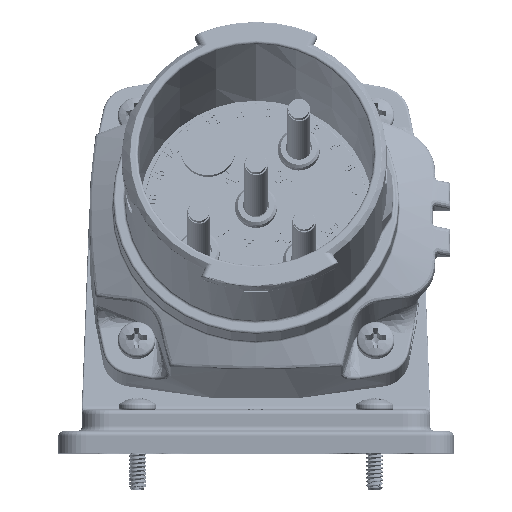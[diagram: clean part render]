
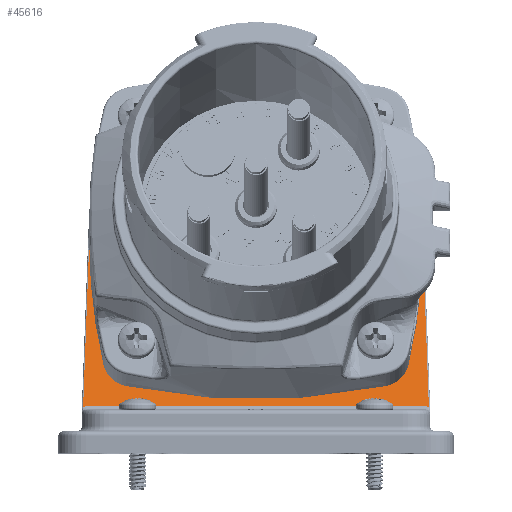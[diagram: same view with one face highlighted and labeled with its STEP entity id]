
A CAD part, top view. The second image highlights one B-rep face of the part: STEP entity #45616.
In plain terms, the highlighted planar face has unit normal (0, 0.342, 0.94).
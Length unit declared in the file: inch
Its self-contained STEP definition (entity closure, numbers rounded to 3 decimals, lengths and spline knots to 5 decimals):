
#715 = CARTESIAN_POINT ( 'NONE',  ( 0.07532, 0.27048, 1.32089 ) ) ;
#3490 = AXIS2_PLACEMENT_3D ( 'NONE', #119475, #29744, #161935 ) ;
#3882 = ORIENTED_EDGE ( 'NONE', *, *, #112168, .T. ) ;
#6640 = DIRECTION ( 'NONE',  ( 0., -0.342, -0.94 ) ) ;
#7570 = DIRECTION ( 'NONE',  ( 0., -0.94, 0.342 ) ) ;
#8612 = CIRCLE ( 'NONE', #175430, 4.72441 ) ;
#9845 = AXIS2_PLACEMENT_3D ( 'NONE', #164994, #191728, #56579 ) ;
#10497 = LINE ( 'NONE', #114035, #164169 ) ;
#11180 = EDGE_CURVE ( 'NONE', #170792, #45643, #10497, .T. ) ;
#13135 = CARTESIAN_POINT ( 'NONE',  ( -2.65931, 0.27048, 1.32089 ) ) ;
#16008 = CARTESIAN_POINT ( 'NONE',  ( -2.61164, 1.55153, 0.85463 ) ) ;
#21404 = CARTESIAN_POINT ( 'NONE',  ( -1.29197, 4.76982, -0.31673 ) ) ;
#25453 = CIRCLE ( 'NONE', #75841, 4.72441 ) ;
#25896 = CARTESIAN_POINT ( 'NONE',  ( -2.26741, 0.65311, 1.18163 ) ) ;
#27574 = CARTESIAN_POINT ( 'NONE',  ( 2.11351, 1.56966, 0.84803 ) ) ;
#27774 = EDGE_CURVE ( 'NONE', #45643, #63572, #103682, .T. ) ;
#29744 = DIRECTION ( 'NONE',  ( 0., -0.342, -0.94 ) ) ;
#29856 = CARTESIAN_POINT ( 'NONE',  ( -2.61127, 1.56156, 0.85098 ) ) ;
#30169 = CARTESIAN_POINT ( 'NONE',  ( 0.05645, 0.2759, 1.31892 ) ) ;
#30283 = CARTESIAN_POINT ( 'NONE',  ( 0.03169, 1.44303, 0.89412 ) ) ;
#41684 = DIRECTION ( 'NONE',  ( -1., 0., 0. ) ) ;
#42754 = EDGE_CURVE ( 'NONE', #96766, #59421, #82305, .T. ) ;
#44959 = CARTESIAN_POINT ( 'NONE',  ( 0.06614, 0.27407, 1.31958 ) ) ;
#45616 = ADVANCED_FACE ( 'NONE', ( #131999 ), #193186, .T. ) ;
#45643 = VERTEX_POINT ( 'NONE', #71837 ) ;
#46989 = ORIENTED_EDGE ( 'NONE', *, *, #192467, .T. ) ;
#50956 = CARTESIAN_POINT ( 'NONE',  ( -2.6109, 1.5716, 0.84732 ) ) ;
#55231 = DIRECTION ( 'NONE',  ( 0., -0.342, -0.94 ) ) ;
#55914 = VERTEX_POINT ( 'NONE', #95588 ) ;
#56579 = DIRECTION ( 'NONE',  ( 0., -0.94, 0.342 ) ) ;
#59421 = VERTEX_POINT ( 'NONE', #115262 ) ;
#60843 = CARTESIAN_POINT ( 'NONE',  ( 0.0293, 1.50752, 0.87065 ) ) ;
#62774 = CARTESIAN_POINT ( 'NONE',  ( 0.05334, 0.86144, 1.1058 ) ) ;
#63572 = VERTEX_POINT ( 'NONE', #129283 ) ;
#63588 = VERTEX_POINT ( 'NONE', #67157 ) ;
#64114 = CARTESIAN_POINT ( 'NONE',  ( -2.64044, 0.2759, 1.31892 ) ) ;
#65383 =( BOUNDED_CURVE ( )  B_SPLINE_CURVE ( 3, ( #79885, #77913, #64114, #153858 ),
 .UNSPECIFIED., .F., .F. ) 
 B_SPLINE_CURVE_WITH_KNOTS ( ( 4, 4 ),
 ( 5.90969, 6.28319 ),
 .UNSPECIFIED. ) 
 CURVE ( )  GEOMETRIC_REPRESENTATION_ITEM ( )  RATIONAL_B_SPLINE_CURVE ( ( 1., 0.988, 0.988, 1. ) ) 
 REPRESENTATION_ITEM ( '' )  );
#67157 = CARTESIAN_POINT ( 'NONE',  ( -2.31875, 0.43644, 1.26049 ) ) ;
#71397 = VERTEX_POINT ( 'NONE', #147084 ) ;
#71760 = ORIENTED_EDGE ( 'NONE', *, *, #124063, .T. ) ;
#71837 = CARTESIAN_POINT ( 'NONE',  ( 0.04659, 0.2759, 1.31892 ) ) ;
#75841 = AXIS2_PLACEMENT_3D ( 'NONE', #21404, #6640, #157489 ) ;
#76335 = AXIS2_PLACEMENT_3D ( 'NONE', #171279, #172245, #7570 ) ;
#76526 = ORIENTED_EDGE ( 'NONE', *, *, #42754, .T. ) ;
#77913 = CARTESIAN_POINT ( 'NONE',  ( -2.65012, 0.27407, 1.31958 ) ) ;
#79435 = CIRCLE ( 'NONE', #76335, 4.72441 ) ;
#79885 = CARTESIAN_POINT ( 'NONE',  ( -2.65931, 0.27048, 1.32089 ) ) ;
#80070 = EDGE_CURVE ( 'NONE', #63588, #131272, #116924, .T. ) ;
#82305 = CIRCLE ( 'NONE', #3490, 0.23622 ) ;
#82405 = EDGE_CURVE ( 'NONE', #190720, #55914, #79435, .T. ) ;
#87055 = ORIENTED_EDGE ( 'NONE', *, *, #82405, .T. ) ;
#89990 = CARTESIAN_POINT ( 'NONE',  ( -2.63304, 0.9766, 1.06389 ) ) ;
#90414 = CARTESIAN_POINT ( 'NONE',  ( 0.06433, 0.56596, 1.21335 ) ) ;
#91362 = CARTESIAN_POINT ( 'NONE',  ( 0.03959, 1.2308, 0.97136 ) ) ;
#95006 = ORIENTED_EDGE ( 'NONE', *, *, #157873, .T. ) ;
#95588 = CARTESIAN_POINT ( 'NONE',  ( 0.0269, 1.56968, 0.84802 ) ) ;
#96766 = VERTEX_POINT ( 'NONE', #187290 ) ;
#98009 = AXIS2_PLACEMENT_3D ( 'NONE', #25896, #176805, #41684 ) ;
#103682 =( BOUNDED_CURVE ( )  B_SPLINE_CURVE ( 3, ( #194924, #30169, #44959, #105112 ),
 .UNSPECIFIED., .F., .T. ) 
 B_SPLINE_CURVE_WITH_KNOTS ( ( 4, 4 ),
 ( 0., 0.37352 ),
 .UNSPECIFIED. ) 
 CURVE ( )  GEOMETRIC_REPRESENTATION_ITEM ( )  RATIONAL_B_SPLINE_CURVE ( ( 1., 0.988, 0.988, 1. ) ) 
 REPRESENTATION_ITEM ( '' )  );
#105112 = CARTESIAN_POINT ( 'NONE',  ( 0.07532, 0.27048, 1.32089 ) ) ;
#105735 = CARTESIAN_POINT ( 'NONE',  ( -2.6488, 0.55292, 1.21809 ) ) ;
#105809 = ORIENTED_EDGE ( 'NONE', *, *, #27774, .T. ) ;
#106709 = CARTESIAN_POINT ( 'NONE',  ( -2.6109, 1.5716, 0.84732 ) ) ;
#107092 = EDGE_CURVE ( 'NONE', #59421, #63588, #25453, .T. ) ;
#107143 = CARTESIAN_POINT ( 'NONE',  ( 0.03684, 1.30467, 0.94448 ) ) ;
#107901 = AXIS2_PLACEMENT_3D ( 'NONE', #150662, #178349, #117197 ) ;
#110072 = ORIENTED_EDGE ( 'NONE', *, *, #107092, .T. ) ;
#112168 = EDGE_CURVE ( 'NONE', #71397, #170792, #65383, .T. ) ;
#114035 = CARTESIAN_POINT ( 'NONE',  ( 0.04659, 0.2759, 1.31892 ) ) ;
#115262 = CARTESIAN_POINT ( 'NONE',  ( -0.26527, 0.43643, 1.26049 ) ) ;
#116924 = CIRCLE ( 'NONE', #98009, 0.23622 ) ;
#117197 = DIRECTION ( 'NONE',  ( -1., 0., 0. ) ) ;
#117609 = B_SPLINE_CURVE_WITH_KNOTS ( 'NONE', 3,
 ( #106709, #29856, #16008, #166862, #89990, #105735, #13135 ),
 .UNSPECIFIED., .F., .F.,
 ( 4, 2, 1, 4 ),
 ( 0.80806, 0.8125, 0.875, 1. ),
 .UNSPECIFIED. ) ;
#119475 = CARTESIAN_POINT ( 'NONE',  ( -0.3166, 0.6531, 1.18163 ) ) ;
#124063 = EDGE_CURVE ( 'NONE', #160966, #71397, #117609, .T. ) ;
#128302 = ORIENTED_EDGE ( 'NONE', *, *, #144750, .T. ) ;
#129283 = CARTESIAN_POINT ( 'NONE',  ( 0.07532, 0.27048, 1.32089 ) ) ;
#130869 = CARTESIAN_POINT ( 'NONE',  ( -2.63058, 0.2759, 1.31892 ) ) ;
#131272 = VERTEX_POINT ( 'NONE', #152421 ) ;
#131999 = FACE_OUTER_BOUND ( 'NONE', #170081, .T. ) ;
#133579 = CARTESIAN_POINT ( 'NONE',  ( 0.0269, 1.57201, 0.84717 ) ) ;
#144750 = EDGE_CURVE ( 'NONE', #55914, #96766, #151584, .T. ) ;
#147084 = CARTESIAN_POINT ( 'NONE',  ( -2.65931, 0.27048, 1.32089 ) ) ;
#150662 = CARTESIAN_POINT ( 'NONE',  ( -2.66995, 2.80906, 0.39693 ) ) ;
#151584 = CIRCLE ( 'NONE', #9845, 4.72441 ) ;
#152421 = CARTESIAN_POINT ( 'NONE',  ( -2.49799, 0.60487, 1.19918 ) ) ;
#153858 = CARTESIAN_POINT ( 'NONE',  ( -2.63058, 0.2759, 1.31892 ) ) ;
#157489 = DIRECTION ( 'NONE',  ( 0., 0.94, -0.342 ) ) ;
#157873 = EDGE_CURVE ( 'NONE', #63572, #190720, #172898, .T. ) ;
#158999 = ORIENTED_EDGE ( 'NONE', *, *, #80070, .T. ) ;
#160966 = VERTEX_POINT ( 'NONE', #50956 ) ;
#161935 = DIRECTION ( 'NONE',  ( -1., 0., 0. ) ) ;
#164169 = VECTOR ( 'NONE', #190989, 39.37008 ) ;
#164994 = CARTESIAN_POINT ( 'NONE',  ( -4.69751, 1.56971, 0.84801 ) ) ;
#166862 = CARTESIAN_POINT ( 'NONE',  ( -2.61727, 1.40027, 0.90968 ) ) ;
#170081 = EDGE_LOOP ( 'NONE', ( #95006, #87055, #128302, #76526, #110072, #158999, #46989, #71760, #3882, #172269, #105809 ) ) ;
#170792 = VERTEX_POINT ( 'NONE', #130869 ) ;
#171279 = CARTESIAN_POINT ( 'NONE',  ( -4.69751, 1.56971, 0.84801 ) ) ;
#172245 = DIRECTION ( 'NONE',  ( 0., -0.342, -0.94 ) ) ;
#172269 = ORIENTED_EDGE ( 'NONE', *, *, #11180, .T. ) ;
#172898 = B_SPLINE_CURVE_WITH_KNOTS ( 'NONE', 3,
 ( #715, #90414, #62774, #91362, #107143, #30283, #60843, #195044 ),
 .UNSPECIFIED., .F., .F.,
 ( 4, 2, 2, 4 ),
 ( 0., 0.125, 0.15625, 0.18353 ),
 .UNSPECIFIED. ) ;
#175430 = AXIS2_PLACEMENT_3D ( 'NONE', #27574, #55231, #175541 ) ;
#175541 = DIRECTION ( 'NONE',  ( 0., 0.94, -0.342 ) ) ;
#176805 = DIRECTION ( 'NONE',  ( 0., -0.342, -0.94 ) ) ;
#178349 = DIRECTION ( 'NONE',  ( 0., 0.342, 0.94 ) ) ;
#187290 = CARTESIAN_POINT ( 'NONE',  ( -0.08603, 0.60486, 1.19919 ) ) ;
#190720 = VERTEX_POINT ( 'NONE', #133579 ) ;
#190989 = DIRECTION ( 'NONE',  ( 1., 0., 0. ) ) ;
#191728 = DIRECTION ( 'NONE',  ( 0., -0.342, -0.94 ) ) ;
#192467 = EDGE_CURVE ( 'NONE', #131272, #160966, #8612, .T. ) ;
#193186 = PLANE ( 'NONE',  #107901 ) ;
#194924 = CARTESIAN_POINT ( 'NONE',  ( 0.04659, 0.2759, 1.31892 ) ) ;
#195044 = CARTESIAN_POINT ( 'NONE',  ( 0.0269, 1.57201, 0.84717 ) ) ;
